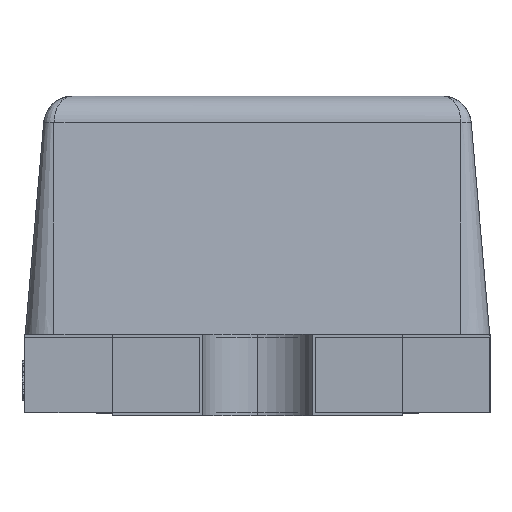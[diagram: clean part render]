
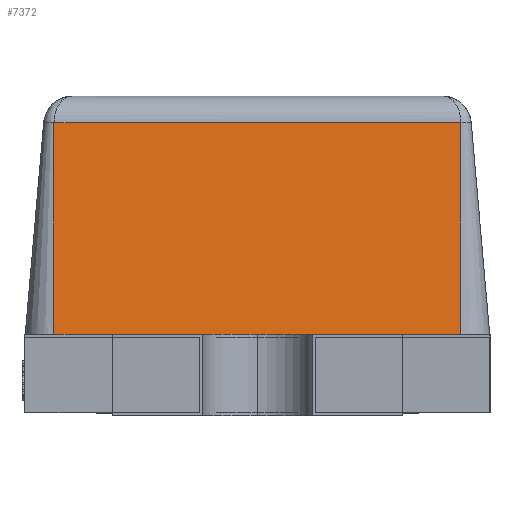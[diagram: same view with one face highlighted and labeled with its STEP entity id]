
A CAD part, left-side view. The second image highlights one B-rep face of the part: STEP entity #7372.
In plain terms, the highlighted planar face has unit normal (-0.996, 0, 0.087).
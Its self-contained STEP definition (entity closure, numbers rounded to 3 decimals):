
#411 = LINE ( 'NONE', #6230, #2788 ) ;
#2019 = CARTESIAN_POINT ( 'NONE',  ( -0.68, 0.7, 0.999 ) ) ;
#2438 = VERTEX_POINT ( 'NONE', #2019 ) ;
#2788 = VECTOR ( 'NONE', #17231, 1000. ) ;
#3419 = VERTEX_POINT ( 'NONE', #10234 ) ;
#4685 = ORIENTED_EDGE ( 'NONE', *, *, #12193, .T. ) ;
#4917 = CARTESIAN_POINT ( 'NONE',  ( -0.745, 0.7, 0.26 ) ) ;
#5001 = DIRECTION ( 'NONE',  ( -0.087, 0., -0.996 ) ) ;
#5447 = CARTESIAN_POINT ( 'NONE',  ( -0.745, -0.7, 0.26 ) ) ;
#5768 = FACE_OUTER_BOUND ( 'NONE', #7954, .T. ) ;
#6096 = DIRECTION ( 'NONE',  ( 0., -1., 0. ) ) ;
#6230 = CARTESIAN_POINT ( 'NONE',  ( -0.745, 0.7, 0.26 ) ) ;
#6366 = CARTESIAN_POINT ( 'NONE',  ( -0.745, -0.7, 0.26 ) ) ;
#7043 = ORIENTED_EDGE ( 'NONE', *, *, #10818, .F. ) ;
#7372 = ADVANCED_FACE ( 'NONE', ( #5768 ), #11320, .T. ) ;
#7954 = EDGE_LOOP ( 'NONE', ( #7043, #4685, #12816, #8251 ) ) ;
#8251 = ORIENTED_EDGE ( 'NONE', *, *, #8718, .T. ) ;
#8574 = CARTESIAN_POINT ( 'NONE',  ( -0.68, 0.7, 0.999 ) ) ;
#8718 = EDGE_CURVE ( 'NONE', #3419, #10882, #10274, .T. ) ;
#8940 = DIRECTION ( 'NONE',  ( -0.996, 0., 0.087 ) ) ;
#9100 = DIRECTION ( 'NONE',  ( 0.087, 0., 0.996 ) ) ;
#9219 = EDGE_CURVE ( 'NONE', #2438, #3419, #411, .T. ) ;
#10234 = CARTESIAN_POINT ( 'NONE',  ( -0.745, 0.7, 0.26 ) ) ;
#10274 = LINE ( 'NONE', #4917, #14143 ) ;
#10472 = LINE ( 'NONE', #6366, #17160 ) ;
#10593 = VECTOR ( 'NONE', #13141, 1000. ) ;
#10818 = EDGE_CURVE ( 'NONE', #13901, #10882, #10472, .T. ) ;
#10882 = VERTEX_POINT ( 'NONE', #5447 ) ;
#11320 = PLANE ( 'NONE',  #14995 ) ;
#12193 = EDGE_CURVE ( 'NONE', #13901, #2438, #17100, .T. ) ;
#12816 = ORIENTED_EDGE ( 'NONE', *, *, #9219, .T. ) ;
#13141 = DIRECTION ( 'NONE',  ( 0., 1., 0. ) ) ;
#13901 = VERTEX_POINT ( 'NONE', #18068 ) ;
#14143 = VECTOR ( 'NONE', #6096, 1000. ) ;
#14995 = AXIS2_PLACEMENT_3D ( 'NONE', #17284, #8940, #9100 ) ;
#17100 = LINE ( 'NONE', #8574, #10593 ) ;
#17160 = VECTOR ( 'NONE', #5001, 1000. ) ;
#17231 = DIRECTION ( 'NONE',  ( -0.087, 0., -0.996 ) ) ;
#17284 = CARTESIAN_POINT ( 'NONE',  ( -0.745, 0.7, 0.26 ) ) ;
#18068 = CARTESIAN_POINT ( 'NONE',  ( -0.68, -0.7, 0.999 ) ) ;
